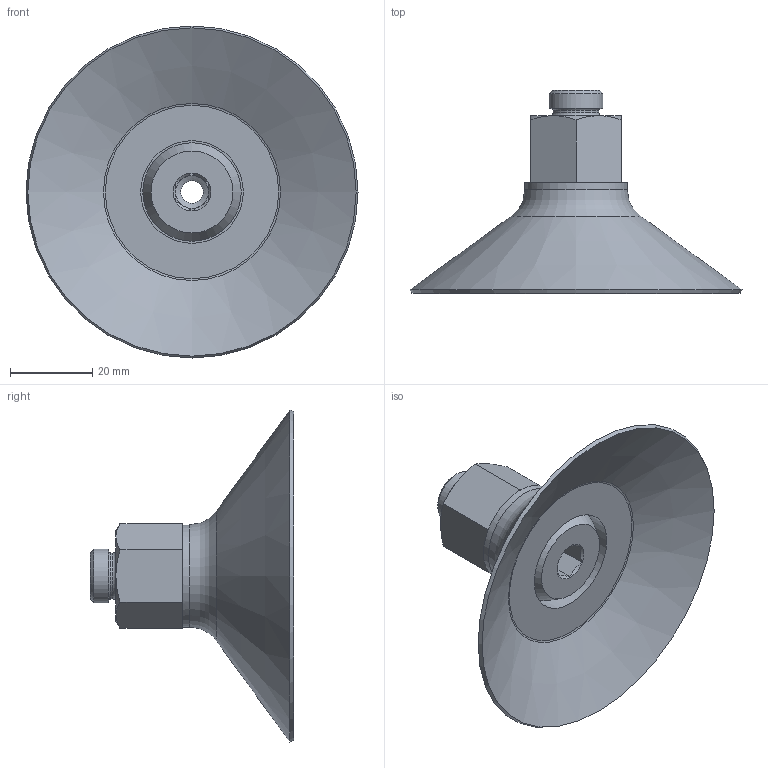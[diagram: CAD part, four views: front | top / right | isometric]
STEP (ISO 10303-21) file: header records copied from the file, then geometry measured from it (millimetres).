
FILE_DESCRIPTION(/* description */ ('STEP AP214'),/* implementation_level */ '2;1');
FILE_NAME(/* name */ '525985_ESS-80-GT-G1_4',/* time_stamp */ '2024-08-28T10:20:33+02:00',/* author */ ('License CC BY-ND 4.0'),/* organization */ ('CADENAS'),/* preprocessor_version */ 'ST-DEVELOPER v19.3',/* originating_system */ 'PARTsolutions',/* authorisation */ ' ');
FILE_SCHEMA (('AUTOMOTIVE_DESIGN {1 0 10303 214 3 1 1}'));
Length unit declared in the file: millimetre
Products named in the file (1): 525985 ESS-80-GT-G1/4
Bounding box: 80.91 x 49.5 x 80.91 mm (x, y, z)
Volume: 33410.3 mm3; surface area: 15312.8 mm2
Topology: 1 solids, 1 shells, 64 faces, 129 edges, 70 vertices
Faces by surface type: plane 35, cone 19, cylinder 6, torus 4
Full cylindrical faces by diameter (mm): 5.5 x1, 11.157 x1, 13.157 x1, 24 x1, 25 x2
Entity records: 2020 total; most frequent: CARTESIAN_POINT 307, DIRECTION 272, ORIENTED_EDGE 220, AXIS2_PLACEMENT_3D 115, EDGE_CURVE 110, EDGE_LOOP 86, FACE_BOUND 86, VERTEX_POINT 68
